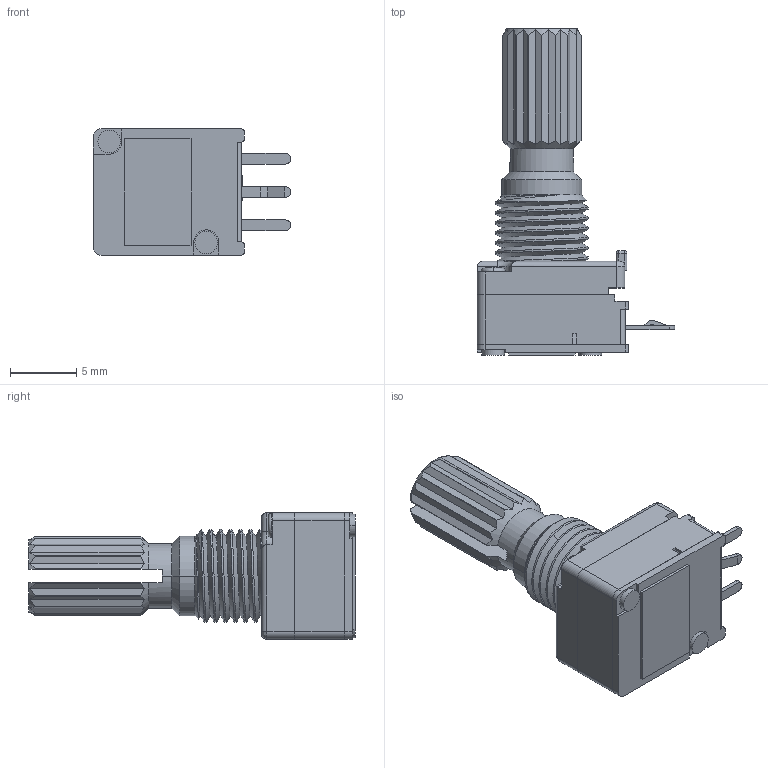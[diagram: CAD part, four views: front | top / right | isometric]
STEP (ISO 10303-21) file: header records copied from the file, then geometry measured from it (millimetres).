
FILE_DESCRIPTION((''),'2;1');
FILE_NAME('P091N-FC25_ASM','2023-03-23T16:47:50',('JVassar'),(''),'CREO PARAMETRIC BY PTC INC, 2018260','CREO PARAMETRIC BY PTC INC, 2018260','');
FILE_SCHEMA(('CONFIG_CONTROL_DESIGN'));
Products named in the file (7): 13151_11; 13156_12; 13169-L12_2; 13154_7; 13150_14; BM-239-28; P091N-FC25_ASM
Assembly tree (7 placements, depth 2):
  P091N-FC25_ASM
    13151_11
    13156_12
    13169-L12_2  x2
    13154_7
    13150_14
    BM-239-28
Bounding box: 14.85 x 24.55 x 9.5 mm (x, y, z)
Volume: 951.9 mm3; surface area: 2179.8 mm2
Topology: 7 solids, 7 shells, 439 faces, 1202 edges, 789 vertices
Faces by surface type: plane 217, cylinder 172, cone 26, torus 11, bspline 9, sphere 4
Entity records: 15736 total; most frequent: CARTESIAN_POINT 4667, ORIENTED_EDGE 2320, DIRECTION 2274, EDGE_CURVE 1160, AXIS2_PLACEMENT_3D 814, VERTEX_POINT 768, VECTOR 646, LINE 646
